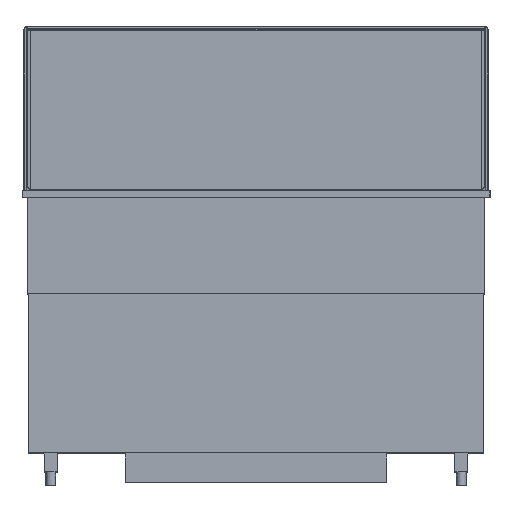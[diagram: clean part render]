
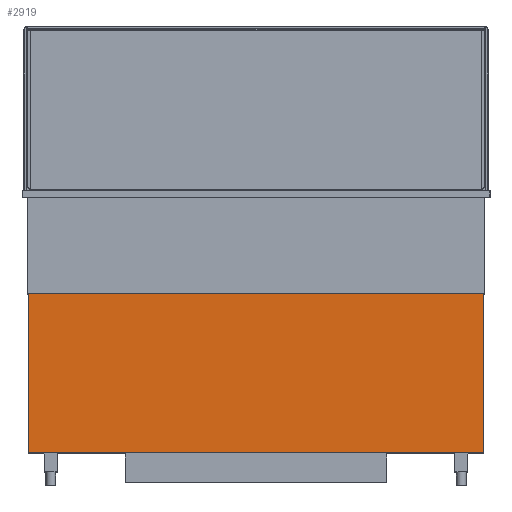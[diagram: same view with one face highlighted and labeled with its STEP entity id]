
A CAD part, top view. The second image highlights one B-rep face of the part: STEP entity #2919.
In plain terms, the highlighted planar face has unit normal (0, 0, 1).
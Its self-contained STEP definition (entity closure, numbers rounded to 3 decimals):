
#80 = DIRECTION ( 'NONE',  ( 0., 0., -1. ) ) ;
#669 = ORIENTED_EDGE ( 'NONE', *, *, #1521, .T. ) ;
#1521 = EDGE_CURVE ( 'NONE', #2965, #6236, #9116, .T. ) ;
#2106 = VERTEX_POINT ( 'NONE', #13966 ) ;
#2358 = LINE ( 'NONE', #4980, #10427 ) ;
#2416 = DIRECTION ( 'NONE',  ( 0., 1., 0. ) ) ;
#2919 = ADVANCED_FACE ( 'NONE', ( #7205 ), #10854, .F. ) ;
#2965 = VERTEX_POINT ( 'NONE', #13386 ) ;
#3870 = CARTESIAN_POINT ( 'NONE',  ( 713.5, -498., 321.5 ) ) ;
#4327 = VECTOR ( 'NONE', #8418, 1000. ) ;
#4574 = DIRECTION ( 'NONE',  ( -1., 0., 0. ) ) ;
#4730 = LINE ( 'NONE', #14945, #8958 ) ;
#4980 = CARTESIAN_POINT ( 'NONE',  ( -713.5, -498., 321.5 ) ) ;
#5085 = CARTESIAN_POINT ( 'NONE',  ( -713.5, -498., 321.5 ) ) ;
#5998 = LINE ( 'NONE', #3870, #4327 ) ;
#6142 = EDGE_CURVE ( 'NONE', #12374, #2106, #4730, .T. ) ;
#6236 = VERTEX_POINT ( 'NONE', #11417 ) ;
#6430 = CARTESIAN_POINT ( 'NONE',  ( 713.5, -498., 321.5 ) ) ;
#6487 = ORIENTED_EDGE ( 'NONE', *, *, #6142, .F. ) ;
#7009 = DIRECTION ( 'NONE',  ( -1., 0., 0. ) ) ;
#7205 = FACE_OUTER_BOUND ( 'NONE', #8161, .T. ) ;
#7479 = AXIS2_PLACEMENT_3D ( 'NONE', #5085, #80, #7009 ) ;
#7907 = DIRECTION ( 'NONE',  ( -1., 0., 0. ) ) ;
#8161 = EDGE_LOOP ( 'NONE', ( #669, #11942, #6487, #12357 ) ) ;
#8418 = DIRECTION ( 'NONE',  ( 0., 1., 0. ) ) ;
#8958 = VECTOR ( 'NONE', #4574, 1000. ) ;
#9116 = LINE ( 'NONE', #12543, #12204 ) ;
#9977 = EDGE_CURVE ( 'NONE', #2106, #6236, #2358, .T. ) ;
#10427 = VECTOR ( 'NONE', #2416, 1000. ) ;
#10612 = EDGE_CURVE ( 'NONE', #12374, #2965, #5998, .T. ) ;
#10854 = PLANE ( 'NONE',  #7479 ) ;
#11417 = CARTESIAN_POINT ( 'NONE',  ( -713.5, 0., 321.5 ) ) ;
#11942 = ORIENTED_EDGE ( 'NONE', *, *, #9977, .F. ) ;
#12204 = VECTOR ( 'NONE', #7907, 1000. ) ;
#12357 = ORIENTED_EDGE ( 'NONE', *, *, #10612, .T. ) ;
#12374 = VERTEX_POINT ( 'NONE', #6430 ) ;
#12543 = CARTESIAN_POINT ( 'NONE',  ( -713.5, 0., 321.5 ) ) ;
#13386 = CARTESIAN_POINT ( 'NONE',  ( 713.5, 0., 321.5 ) ) ;
#13966 = CARTESIAN_POINT ( 'NONE',  ( -713.5, -498., 321.5 ) ) ;
#14945 = CARTESIAN_POINT ( 'NONE',  ( -713.5, -498., 321.5 ) ) ;
